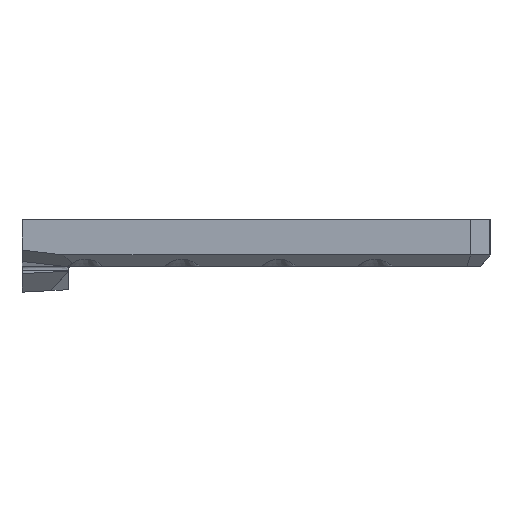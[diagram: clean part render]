
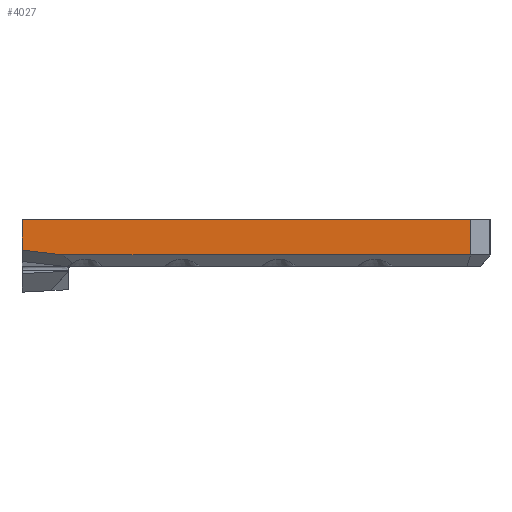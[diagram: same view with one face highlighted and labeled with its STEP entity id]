
A CAD part, front view. The second image highlights one B-rep face of the part: STEP entity #4027.
In plain terms, the highlighted planar face has unit normal (0, -1, 0).
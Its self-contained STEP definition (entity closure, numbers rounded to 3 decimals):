
#148 = EDGE_CURVE ( 'NONE', #3707, #1884, #4238, .T. ) ;
#527 = ORIENTED_EDGE ( 'NONE', *, *, #3566, .F. ) ;
#544 = DIRECTION ( 'NONE',  ( 1., 0., 0. ) ) ;
#783 = ORIENTED_EDGE ( 'NONE', *, *, #6178, .T. ) ;
#837 = ORIENTED_EDGE ( 'NONE', *, *, #1277, .F. ) ;
#891 = DIRECTION ( 'NONE',  ( -1., 0., 0. ) ) ;
#927 = DIRECTION ( 'NONE',  ( 0., 0., 1. ) ) ;
#1022 = LINE ( 'NONE', #2912, #4836 ) ;
#1273 = FACE_OUTER_BOUND ( 'NONE', #5693, .T. ) ;
#1277 = EDGE_CURVE ( 'NONE', #1884, #1697, #5129, .T. ) ;
#1452 = ORIENTED_EDGE ( 'NONE', *, *, #1791, .F. ) ;
#1697 = VERTEX_POINT ( 'NONE', #1868 ) ;
#1751 = PLANE ( 'NONE',  #3451 ) ;
#1777 = CARTESIAN_POINT ( 'NONE',  ( 15.743, -93.227, -205.468 ) ) ;
#1791 = EDGE_CURVE ( 'NONE', #4944, #3816, #1022, .T. ) ;
#1805 = CARTESIAN_POINT ( 'NONE',  ( 15.743, -93.227, -193.468 ) ) ;
#1868 = CARTESIAN_POINT ( 'NONE',  ( 15.743, -93.227, -201.302 ) ) ;
#1884 = VERTEX_POINT ( 'NONE', #3417 ) ;
#1921 = CARTESIAN_POINT ( 'NONE',  ( 15.743, -93.227, -205.468 ) ) ;
#1988 = VECTOR ( 'NONE', #2863, 1000. ) ;
#2657 = ORIENTED_EDGE ( 'NONE', *, *, #148, .F. ) ;
#2804 = CARTESIAN_POINT ( 'NONE',  ( 29.871, -93.227, -202.568 ) ) ;
#2863 = DIRECTION ( 'NONE',  ( 0., 0., 1. ) ) ;
#2891 = VECTOR ( 'NONE', #5545, 1000. ) ;
#2912 = CARTESIAN_POINT ( 'NONE',  ( 15.743, -93.227, -193.468 ) ) ;
#3111 = VECTOR ( 'NONE', #927, 1000. ) ;
#3417 = CARTESIAN_POINT ( 'NONE',  ( 26.587, -93.227, -202.568 ) ) ;
#3451 = AXIS2_PLACEMENT_3D ( 'NONE', #1777, #5239, #891 ) ;
#3566 = EDGE_CURVE ( 'NONE', #1697, #4944, #5769, .T. ) ;
#3707 = VERTEX_POINT ( 'NONE', #4650 ) ;
#3736 = CARTESIAN_POINT ( 'NONE',  ( 131.993, -93.227, -193.468 ) ) ;
#3816 = VERTEX_POINT ( 'NONE', #3736 ) ;
#3933 = LINE ( 'NONE', #5410, #3111 ) ;
#4027 = ADVANCED_FACE ( 'NONE', ( #1273 ), #1751, .F. ) ;
#4238 = LINE ( 'NONE', #2804, #5944 ) ;
#4563 = CARTESIAN_POINT ( 'NONE',  ( 16.222, -93.227, -201.358 ) ) ;
#4650 = CARTESIAN_POINT ( 'NONE',  ( 131.993, -93.227, -202.568 ) ) ;
#4785 = DIRECTION ( 'NONE',  ( -1., 0., 0. ) ) ;
#4836 = VECTOR ( 'NONE', #544, 1000. ) ;
#4944 = VERTEX_POINT ( 'NONE', #1805 ) ;
#5129 = LINE ( 'NONE', #4563, #2891 ) ;
#5239 = DIRECTION ( 'NONE',  ( 0., 1., 0. ) ) ;
#5410 = CARTESIAN_POINT ( 'NONE',  ( 131.993, -93.227, -205.468 ) ) ;
#5545 = DIRECTION ( 'NONE',  ( -0.993, 0., 0.116 ) ) ;
#5693 = EDGE_LOOP ( 'NONE', ( #2657, #783, #1452, #527, #837 ) ) ;
#5769 = LINE ( 'NONE', #1921, #1988 ) ;
#5944 = VECTOR ( 'NONE', #4785, 1000. ) ;
#6178 = EDGE_CURVE ( 'NONE', #3707, #3816, #3933, .T. ) ;
